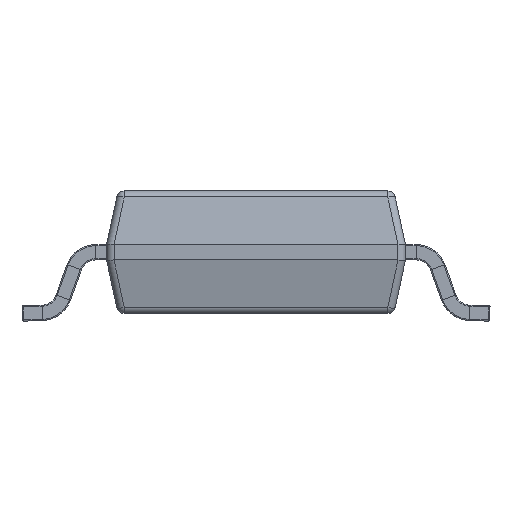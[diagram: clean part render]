
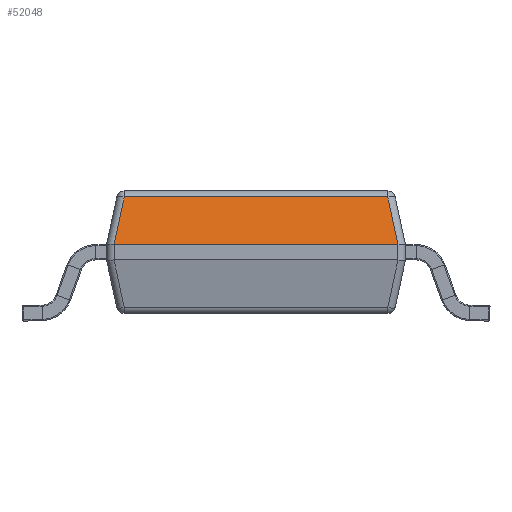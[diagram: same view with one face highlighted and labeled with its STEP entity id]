
A CAD part, front view. The second image highlights one B-rep face of the part: STEP entity #52048.
In plain terms, the highlighted planar face has unit normal (0, -0.978, 0.209).
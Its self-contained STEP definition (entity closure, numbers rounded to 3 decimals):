
#295 = CARTESIAN_POINT ( 'NONE',  ( -1.85, -5., 1. ) ) ;
#2828 = EDGE_CURVE ( 'NONE', #50387, #30672, #15129, .T. ) ;
#3390 = CARTESIAN_POINT ( 'NONE',  ( -1.851, -5., 1. ) ) ;
#4175 = CARTESIAN_POINT ( 'NONE',  ( -1.95, -5., 1. ) ) ;
#4763 = VECTOR ( 'NONE', #21092, 1000. ) ;
#4957 = FACE_OUTER_BOUND ( 'NONE', #43346, .T. ) ;
#6698 = CARTESIAN_POINT ( 'NONE',  ( 1.85, -5., 1. ) ) ;
#8026 = EDGE_CURVE ( 'NONE', #47101, #39361, #48590, .T. ) ;
#11236 = DIRECTION ( 'NONE',  ( -0.205, -0.205, -0.957 ) ) ;
#11877 = VECTOR ( 'NONE', #14059, 1000. ) ;
#14059 = DIRECTION ( 'NONE',  ( -0.205, 0.205, 0.957 ) ) ;
#14127 = CARTESIAN_POINT ( 'NONE',  ( 0., -4.85, 1.7 ) ) ;
#15129 = LINE ( 'NONE', #31953, #44870 ) ;
#15319 = DIRECTION ( 'NONE',  ( -1., 0., 0. ) ) ;
#17696 = PLANE ( 'NONE',  #35316 ) ;
#19463 = CARTESIAN_POINT ( 'NONE',  ( -1.852, -5., 1. ) ) ;
#19492 = EDGE_CURVE ( 'NONE', #30672, #42889, #26966, .T. ) ;
#19925 = VERTEX_POINT ( 'NONE', #37370 ) ;
#21092 = DIRECTION ( 'NONE',  ( -1., 0., 0. ) ) ;
#21541 = ORIENTED_EDGE ( 'NONE', *, *, #2828, .T. ) ;
#21643 = CARTESIAN_POINT ( 'NONE',  ( 1.719, -4.867, 1.621 ) ) ;
#22695 = DIRECTION ( 'NONE',  ( -1., 0., 0. ) ) ;
#24177 = CARTESIAN_POINT ( 'NONE',  ( 0., -4.867, 1.621 ) ) ;
#24400 = ORIENTED_EDGE ( 'NONE', *, *, #26617, .T. ) ;
#26571 = ORIENTED_EDGE ( 'NONE', *, *, #52537, .T. ) ;
#26617 = EDGE_CURVE ( 'NONE', #39361, #50387, #44608, .T. ) ;
#26966 =( BOUNDED_CURVE ( )  B_SPLINE_CURVE ( 3, ( #19463, #53513, #3390, #32430 ),
 .UNSPECIFIED., .F., .T. ) 
 B_SPLINE_CURVE_WITH_KNOTS ( ( 4, 4 ),
 ( 6.261, 6.283 ),
 .UNSPECIFIED. ) 
 CURVE ( )  GEOMETRIC_REPRESENTATION_ITEM ( )  RATIONAL_B_SPLINE_CURVE ( ( 1., 1., 1., 1. ) ) 
 REPRESENTATION_ITEM ( '' )  );
#28038 = ORIENTED_EDGE ( 'NONE', *, *, #8026, .T. ) ;
#30146 = DIRECTION ( 'NONE',  ( 0., -0.978, 0.21 ) ) ;
#30672 = VERTEX_POINT ( 'NONE', #49981 ) ;
#31516 = VECTOR ( 'NONE', #15319, 1000. ) ;
#31929 =( BOUNDED_CURVE ( )  B_SPLINE_CURVE ( 3, ( #6698, #40468, #36592, #53508 ),
 .UNSPECIFIED., .F., .F. ) 
 B_SPLINE_CURVE_WITH_KNOTS ( ( 4, 4 ),
 ( 0., 0.022 ),
 .UNSPECIFIED. ) 
 CURVE ( )  GEOMETRIC_REPRESENTATION_ITEM ( )  RATIONAL_B_SPLINE_CURVE ( ( 1., 1., 1., 1. ) ) 
 REPRESENTATION_ITEM ( '' )  );
#31953 = CARTESIAN_POINT ( 'NONE',  ( -1.631, -4.778, 2.034 ) ) ;
#32430 = CARTESIAN_POINT ( 'NONE',  ( -1.85, -5., 1. ) ) ;
#32497 = ORIENTED_EDGE ( 'NONE', *, *, #19492, .T. ) ;
#35316 = AXIS2_PLACEMENT_3D ( 'NONE', #14127, #30146, #22695 ) ;
#36592 = CARTESIAN_POINT ( 'NONE',  ( 1.851, -5., 1. ) ) ;
#36702 = ORIENTED_EDGE ( 'NONE', *, *, #39993, .F. ) ;
#37370 = CARTESIAN_POINT ( 'NONE',  ( 1.85, -5., 1. ) ) ;
#37657 = LINE ( 'NONE', #4175, #4763 ) ;
#38873 = CARTESIAN_POINT ( 'NONE',  ( -1.719, -4.867, 1.621 ) ) ;
#39176 = CARTESIAN_POINT ( 'NONE',  ( 1.631, -4.778, 2.034 ) ) ;
#39361 = VERTEX_POINT ( 'NONE', #21643 ) ;
#39993 = EDGE_CURVE ( 'NONE', #19925, #42889, #37657, .T. ) ;
#40468 = CARTESIAN_POINT ( 'NONE',  ( 1.851, -5., 1. ) ) ;
#41720 = CARTESIAN_POINT ( 'NONE',  ( 1.852, -5., 1. ) ) ;
#42889 = VERTEX_POINT ( 'NONE', #295 ) ;
#43346 = EDGE_LOOP ( 'NONE', ( #36702, #26571, #28038, #24400, #21541, #32497 ) ) ;
#44608 = LINE ( 'NONE', #24177, #31516 ) ;
#44870 = VECTOR ( 'NONE', #11236, 1000. ) ;
#47101 = VERTEX_POINT ( 'NONE', #41720 ) ;
#48590 = LINE ( 'NONE', #39176, #11877 ) ;
#49981 = CARTESIAN_POINT ( 'NONE',  ( -1.852, -5., 1. ) ) ;
#50387 = VERTEX_POINT ( 'NONE', #38873 ) ;
#52048 = ADVANCED_FACE ( 'NONE', ( #4957 ), #17696, .T. ) ;
#52537 = EDGE_CURVE ( 'NONE', #19925, #47101, #31929, .T. ) ;
#53508 = CARTESIAN_POINT ( 'NONE',  ( 1.852, -5., 1. ) ) ;
#53513 = CARTESIAN_POINT ( 'NONE',  ( -1.851, -5., 1. ) ) ;
